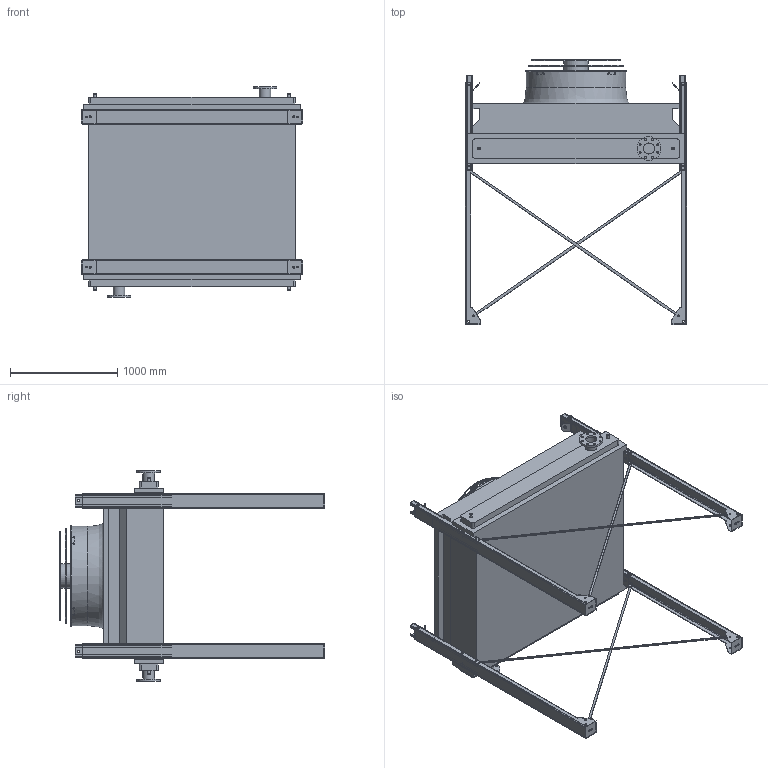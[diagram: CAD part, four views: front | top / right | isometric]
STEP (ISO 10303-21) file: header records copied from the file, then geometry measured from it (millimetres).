
FILE_DESCRIPTION (( 'STEP AP203' ), '1' );
FILE_NAME ('BOAL_01L_HV_OS.STEP', '2017-03-24T11:17:41', ( 'Alfa Laval' ), ( 'Alfa Laval' ), 'SwSTEP 2.0', 'SolidWorks 2016', '' );
FILE_SCHEMA (( 'CONFIG_CONTROL_DESIGN' ));
Length unit declared in the file: millimetre
Products named in the file (5): BOA_LIGHT_BOCF_48T_L_1M_OS; BOFE_HV_LIGHT_BOL1L; BO_KIT FEET_LIGHT_BOL1L; BOFA_LIGHT_�910 IEC; BOAL_01L_HV_OS
Assembly tree (4 placements, depth 2):
  BOAL_01L_HV_OS
    BOA_LIGHT_BOCF_48T_L_1M_OS
    BOFE_HV_LIGHT_BOL1L
    BO_KIT FEET_LIGHT_BOL1L
    BOFA_LIGHT_�910 IEC
Bounding box: 2060 x 2470 x 1960 mm (x, y, z)
Volume: 1915414957.5 mm3; surface area: 20426213.3 mm2
Topology: 26 solids, 27 shells, 706 faces, 1942 edges, 1306 vertices
Faces by surface type: plane 352, cylinder 290, torus 57, cone 6, bspline 1
Full cylindrical faces by diameter (mm): 14 x44, 15 x24, 18 x24, 20 x12, 25 x4, 28 x12, 103 x2, 108 x2, 220 x2, 228 x1, 236 x1, 262.56 x1, 276 x1, 308 x1, 328 x1, 406.8 x1, 426.8 x1, 505.6 x1, 525.6 x1, 604.4 x1, 624.4 x1, 703.2 x1, 723.2 x1, 802 x1, 926 x1
Entity records: 23832 total; most frequent: CARTESIAN_POINT 5487, DIRECTION 3771, ORIENTED_EDGE 3376, EDGE_CURVE 1688, AXIS2_PLACEMENT_3D 1425, VERTEX_POINT 1208, EDGE_LOOP 1148, LINE 921
